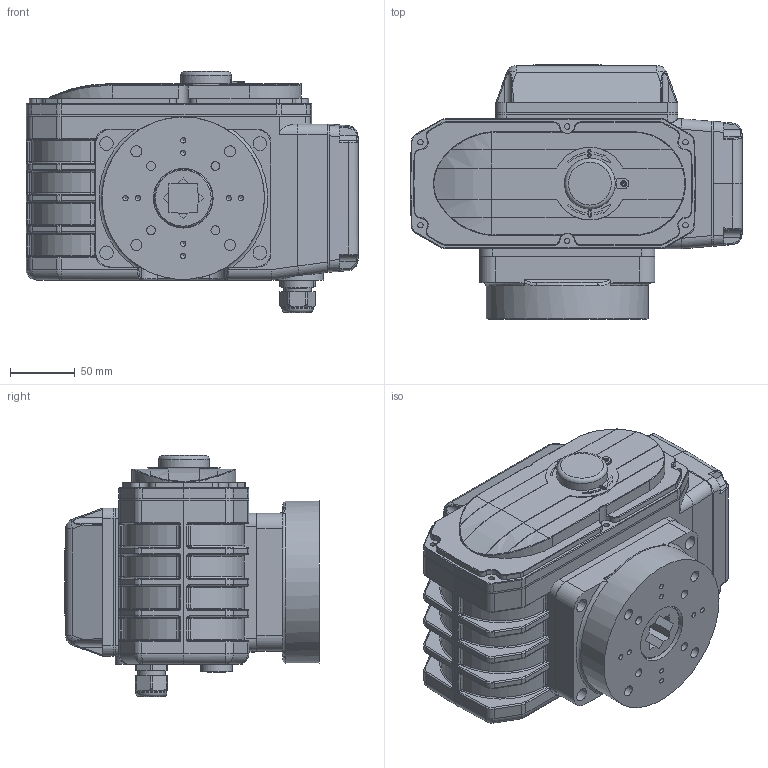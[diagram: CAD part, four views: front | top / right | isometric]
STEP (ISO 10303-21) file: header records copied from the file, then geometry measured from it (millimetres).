
FILE_DESCRIPTION(/* description */ ('Unknown'),/* implementation_level */ '2;1');
FILE_NAME(/* name */ 'AE200_AE400_AE600',/* time_stamp */ '2020-05-27T12:47:20+02:00',/* author */ ('Unknown'),/* organization */ ('Unknown'),/* preprocessor_version */ 'ST-DEVELOPER v16.7',/* originating_system */ 'Solid Edge',/* authorisation */ 'Unknown');
FILE_SCHEMA (('AUTOMOTIVE_DESIGN {1 0 10303 214 3 1 1}'));
Products named in the file (40): AE200_AE400_AE600; NQ40-007 秶郘裔蝶菜; NQ10-035 噩え; TC20X12X7; 盄坶2; NQ40-006 萇蚾裔蝶菜; M倰假蚾啣; NQ40-002A驱动盖(改); NQ10-037 忒雄紱釬諳裔; NQ10-033 硌渀; 盄黑; M型电动执行器直装平视20190829; NQ40-001 眊极; 驱动盖部装(改); NQ40-002A驱动盖(改)_0; NQ40-005驱动盖胶垫; TC20X12X7_0; NQ10-033 硌渀_0; 萇蚾裔窒蚾; NQ40-003 萇蚾裔; NQ40-006 萇蚾裔蝶菜_0; 秶郘裔窒蚾; NQ40-004 秶郘裔; NQ40-007 秶郘裔蝶菜_0; NQ10-037 忒雄紱釬諳裔_0; 盄坶; 盄坶1; 盄坶2_0; 盄黑_0; M倰薊粣ん; M倰假蚾啣_0; NQ10-034 梓僅啣; NQ10-035 噩え_0; NQ40-004 秶郘裔_0; NQ10-034 梓僅啣_0; NQ40-005驱动盖胶垫_0; 盄坶1_0; NQ40-003 萇蚾裔_0; M倰薊粣ん_0; NQ40-001 眊极_0
Assembly tree (39 placements, depth 4):
  AE200_AE400_AE600
    NQ40-007 秶郘裔蝶菜
    NQ10-035 噩え
    TC20X12X7
    盄坶2
    NQ40-006 萇蚾裔蝶菜
    M倰假蚾啣
    NQ40-002A驱动盖(改)
    NQ10-037 忒雄紱釬諳裔
    NQ10-033 硌渀
    盄黑
    M型电动执行器直装平视20190829
      NQ40-001 眊极
      驱动盖部装(改)
        NQ40-002A驱动盖(改)_0
        NQ40-005驱动盖胶垫
        TC20X12X7_0
      NQ10-033 硌渀_0
      萇蚾裔窒蚾
        NQ40-003 萇蚾裔
        NQ40-006 萇蚾裔蝶菜_0
      秶郘裔窒蚾
        NQ40-004 秶郘裔
        NQ40-007 秶郘裔蝶菜_0
      NQ10-037 忒雄紱釬諳裔_0
      盄坶
        盄坶1
        盄坶2_0
      盄黑_0
      M倰薊粣ん
      M倰假蚾啣_0
      NQ10-034 梓僅啣
      NQ10-035 噩え_0
    NQ40-004 秶郘裔_0
    NQ10-034 梓僅啣_0
    NQ40-005驱动盖胶垫_0
    盄坶1_0
    NQ40-003 萇蚾裔_0
    M倰薊粣ん_0
    NQ40-001 眊极_0
Bounding box: 255.5 x 195.5 x 185.5 mm (x, y, z)
Volume: 3447908.3 mm3; surface area: 425602.3 mm2
Topology: 17 solids, 17 shells, 1860 faces, 4834 edges, 3069 vertices
Faces by surface type: plane 765, cylinder 670, bspline 191, torus 180, cone 36, sphere 18
Full cylindrical faces by diameter (mm): 2.5 x8, 3.2 x2, 3.3 x4, 3.5 x1, 4 x8, 4.2 x11, 5.5 x14, 5.8 x14, 6.8 x4, 8 x1, 8.5 x6, 10.5 x4, 12 x1, 12.3 x1, 13.2 x1, 13.5 x1, 13.8 x1, 14 x1, 14.6 x2, 15 x1, 16 x1, 17.4 x1, 18 x1, 18.7 x1, 19 x2, 19.16 x1, 20 x2, 21 x3, 24 x1, 24.5 x1
Entity records: 65010 total; most frequent: CARTESIAN_POINT 19714, ORIENTED_EDGE 9212, DIRECTION 9167, EDGE_CURVE 4606, AXIS2_PLACEMENT_3D 3353, VERTEX_POINT 3028, LINE 2461, VECTOR 2461
